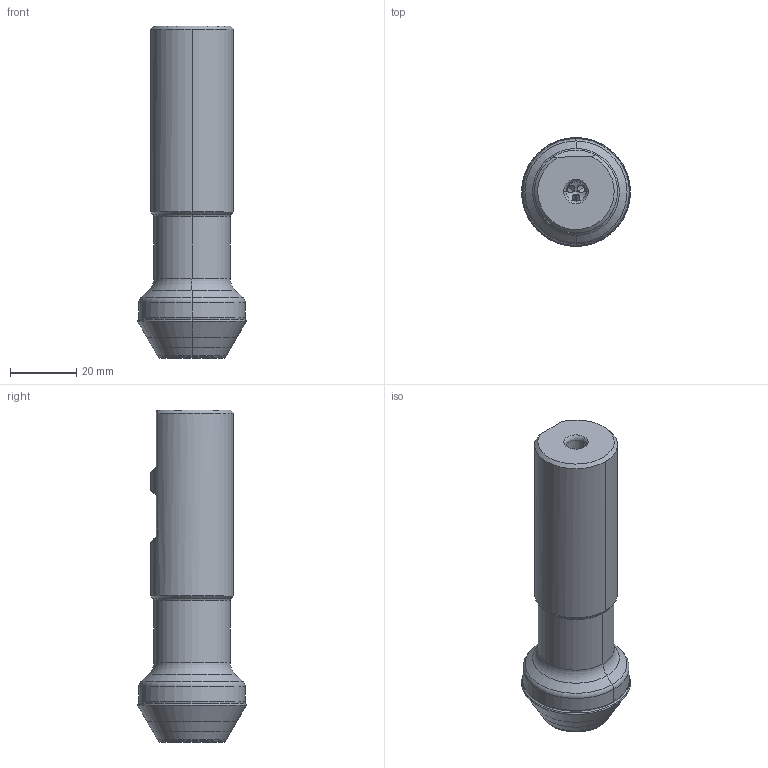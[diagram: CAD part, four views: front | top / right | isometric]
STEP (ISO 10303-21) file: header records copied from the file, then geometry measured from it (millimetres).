
FILE_DESCRIPTION((''),'2;1');
FILE_NAME('12M1C020044W5R00','2016-10-12T',('thielmann'),(''),'CREO PARAMETRIC BY PTC INC, 2015480','CREO PARAMETRIC BY PTC INC, 2015480','');
FILE_SCHEMA(('AUTOMOTIVE_DESIGN { 1 0 10303 214 1 1 1 1 }'));
Length unit declared in the file: millimetre
Products named in the file (3): NOCUT; CUT; 12M1C020044W5R00
Assembly tree (2 placements, depth 2):
  12M1C020044W5R00
    NOCUT
    CUT
Bounding box: 32.76 x 32.76 x 100 mm (x, y, z)
Volume: 52504.3 mm3; surface area: 13476.1 mm2
Topology: 2 solids, 2 shells, 97 faces, 215 edges, 116 vertices
Faces by surface type: revolution 44, cone 17, cylinder 16, torus 12, plane 8
Entity records: 6833 total; most frequent: CARTESIAN_POINT 3422, DIRECTION 445, ORIENTED_EDGE 422, PRESENTATION_STYLE_ASSIGNMENT 238, STYLED_ITEM 238, CURVE_STYLE 236, EDGE_CURVE 211, AXIS2_PLACEMENT_3D 173
